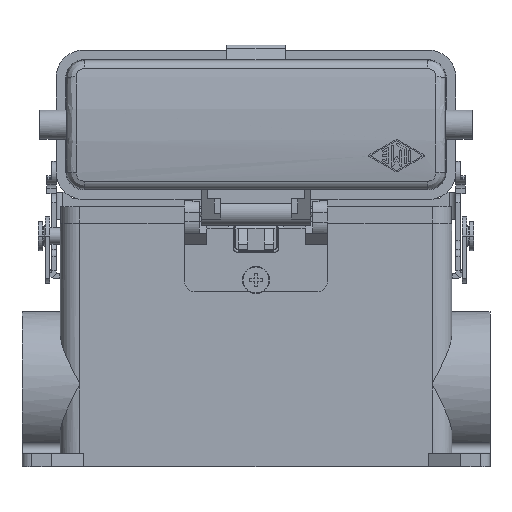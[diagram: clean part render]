
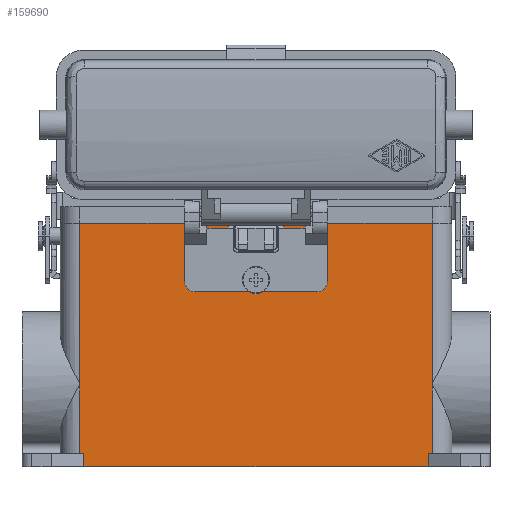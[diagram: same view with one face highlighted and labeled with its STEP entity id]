
A CAD part, left-side view. The second image highlights one B-rep face of the part: STEP entity #159690.
In plain terms, the highlighted face is planar.
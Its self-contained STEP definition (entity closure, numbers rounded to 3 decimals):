
#8920=CARTESIAN_POINT('',(54.25,22.25,-67.));
#8930=VERTEX_POINT('',#8920);
#8960=CARTESIAN_POINT('',(53.,22.25,-67.));
#8970=DIRECTION('',(1.,0.,0.));
#8980=VECTOR('',#8970,1.25);
#8990=LINE('',#8960,#8980);
#9000=CARTESIAN_POINT('',(53.,22.25,-67.));
#9010=VERTEX_POINT('',#9000);
#9020=EDGE_CURVE('',#9010,#8930,#8990,.T.);
#24490=CARTESIAN_POINT('',(-8.5,22.25,4.));
#24500=VERTEX_POINT('',#24490);
#24530=CARTESIAN_POINT('',(-8.5,22.25,0.));
#24540=DIRECTION('',(0.,0.,-1.));
#24550=VECTOR('',#24540,1.);
#24560=LINE('',#24530,#24550);
#24570=CARTESIAN_POINT('',(-8.5,22.25,2.4));
#24580=VERTEX_POINT('',#24570);
#24590=EDGE_CURVE('',#24500,#24580,#24560,.T.);
#40200=CARTESIAN_POINT('',(-18.9,22.25,-17.1));
#40210=VERTEX_POINT('',#40200);
#40240=CARTESIAN_POINT('',(0.,22.25,-17.1));
#40250=DIRECTION('',(1.,0.,0.));
#40260=VECTOR('',#40250,1.);
#40270=LINE('',#40240,#40260);
#40280=CARTESIAN_POINT('',(18.9,22.25,-17.1));
#40290=VERTEX_POINT('',#40280);
#40300=EDGE_CURVE('',#40210,#40290,#40270,.T.);
#46590=CARTESIAN_POINT('',(21.9,22.25,-14.1));
#46600=VERTEX_POINT('',#46590);
#46710=CARTESIAN_POINT('',(18.9,22.25,-14.1));
#46720=DIRECTION('',(0.,1.,0.));
#46730=DIRECTION('',(1.,0.,0.));
#46740=AXIS2_PLACEMENT_3D('',#46710,#46720,#46730);
#46750=CIRCLE('',#46740,3.);
#46760=EDGE_CURVE('',#46600,#40290,#46750,.T.);
#62550=CARTESIAN_POINT('',(-54.25,22.25,-45.5));
#62560=VERTEX_POINT('',#62550);
#62590=CARTESIAN_POINT('',(-54.25,22.25,-71.));
#62600=DIRECTION('',(0.,0.,1.));
#62610=VECTOR('',#62600,1.);
#62620=LINE('',#62590,#62610);
#62630=CARTESIAN_POINT('',(-54.25,22.25,4.));
#62640=VERTEX_POINT('',#62630);
#62650=EDGE_CURVE('',#62560,#62640,#62620,.T.);
#77760=CARTESIAN_POINT('',(-21.9,22.25,-14.1));
#77770=VERTEX_POINT('',#77760);
#77800=CARTESIAN_POINT('',(-18.9,22.25,-14.1));
#77810=DIRECTION('',(0.,-1.,0.));
#77820=DIRECTION('',(-1.,0.,0.));
#77830=AXIS2_PLACEMENT_3D('',#77800,#77810,#77820);
#77840=CIRCLE('',#77830,3.);
#77850=EDGE_CURVE('',#77770,#40210,#77840,.T.);
#86660=CARTESIAN_POINT('',(21.9,22.25,2.4));
#86670=VERTEX_POINT('',#86660);
#86700=CARTESIAN_POINT('',(0.,22.25,2.4));
#86710=DIRECTION('',(-1.,0.,0.));
#86720=VECTOR('',#86710,1.);
#86730=LINE('',#86700,#86720);
#86740=CARTESIAN_POINT('',(8.5,22.25,2.4));
#86750=VERTEX_POINT('',#86740);
#86760=EDGE_CURVE('',#86670,#86750,#86730,.T.);
#105440=CARTESIAN_POINT('',(-21.9,22.25,2.4));
#105450=VERTEX_POINT('',#105440);
#105570=CARTESIAN_POINT('',(0.,22.25,2.4));
#105580=DIRECTION('',(-1.,0.,0.));
#105590=VECTOR('',#105580,1.);
#105600=LINE('',#105570,#105590);
#105610=EDGE_CURVE('',#24580,#105450,#105600,.T.);
#114210=CARTESIAN_POINT('',(21.9,22.25,0.));
#114220=DIRECTION('',(0.,0.,1.));
#114230=VECTOR('',#114220,1.);
#114240=LINE('',#114210,#114230);
#114250=EDGE_CURVE('',#46600,#86670,#114240,.T.);
#125290=CARTESIAN_POINT('',(-53.,22.25,-67.));
#125300=VERTEX_POINT('',#125290);
#125330=CARTESIAN_POINT('',(-54.25,22.25,-67.));
#125340=DIRECTION('',(1.,0.,0.));
#125350=VECTOR('',#125340,1.25);
#125360=LINE('',#125330,#125350);
#125370=CARTESIAN_POINT('',(-54.25,22.25,-67.));
#125380=VERTEX_POINT('',#125370);
#125390=EDGE_CURVE('',#125380,#125300,#125360,.T.);
#127310=CARTESIAN_POINT('',(53.,22.25,-71.));
#127320=VERTEX_POINT('',#127310);
#127350=CARTESIAN_POINT('',(-53.,22.25,-71.));
#127360=DIRECTION('',(1.,0.,0.));
#127370=VECTOR('',#127360,106.);
#127380=LINE('',#127350,#127370);
#127390=CARTESIAN_POINT('',(-53.,22.25,-71.));
#127400=VERTEX_POINT('',#127390);
#127410=EDGE_CURVE('',#127400,#127320,#127380,.T.);
#128700=CARTESIAN_POINT('',(54.25,22.25,-45.5));
#128710=VERTEX_POINT('',#128700);
#136520=CARTESIAN_POINT('',(54.25,22.25,4.));
#136530=VERTEX_POINT('',#136520);
#136560=CARTESIAN_POINT('',(54.25,22.25,-71.));
#136570=DIRECTION('',(0.,0.,1.));
#136580=VECTOR('',#136570,1.);
#136590=LINE('',#136560,#136580);
#136600=EDGE_CURVE('',#128710,#136530,#136590,.T.);
#136830=CARTESIAN_POINT('',(-54.25,22.25,4.));
#136840=DIRECTION('',(1.,0.,0.));
#136850=VECTOR('',#136840,108.5);
#136860=LINE('',#136830,#136850);
#136870=EDGE_CURVE('',#62640,#24500,#136860,.T.);
#137660=CARTESIAN_POINT('',(8.5,22.25,4.));
#137670=VERTEX_POINT('',#137660);
#137700=EDGE_CURVE('',#137670,#136530,#136860,.T.);
#159160=EDGE_CURVE('',#125380,#62560,#62620,.T.);
#159210=CARTESIAN_POINT('',(-53.,22.25,-71.));
#159220=DIRECTION('',(0.,1.,0.));
#159230=DIRECTION('',(0.,0.,1.));
#159240=AXIS2_PLACEMENT_3D('',#159210,#159220,#159230);
#159250=PLANE('',#159240);
#159260=ORIENTED_EDGE('',*,*,#9020,.F.);
#159270=EDGE_CURVE('',#8930,#128710,#136590,.T.);
#159280=ORIENTED_EDGE('',*,*,#159270,.F.);
#159290=ORIENTED_EDGE('',*,*,#136600,.F.);
#159300=ORIENTED_EDGE('',*,*,#137700,.T.);
#159310=CARTESIAN_POINT('',(8.5,22.25,0.));
#159320=DIRECTION('',(0.,0.,-1.));
#159330=VECTOR('',#159320,1.);
#159340=LINE('',#159310,#159330);
#159350=EDGE_CURVE('',#137670,#86750,#159340,.T.);
#159360=ORIENTED_EDGE('',*,*,#159350,.F.);
#159370=ORIENTED_EDGE('',*,*,#86760,.T.);
#159380=ORIENTED_EDGE('',*,*,#114250,.T.);
#159390=ORIENTED_EDGE('',*,*,#46760,.F.);
#159400=ORIENTED_EDGE('',*,*,#40300,.T.);
#159410=ORIENTED_EDGE('',*,*,#77850,.T.);
#159420=CARTESIAN_POINT('',(-21.9,22.25,0.));
#159430=DIRECTION('',(0.,0.,1.));
#159440=VECTOR('',#159430,1.);
#159450=LINE('',#159420,#159440);
#159460=EDGE_CURVE('',#77770,#105450,#159450,.T.);
#159470=ORIENTED_EDGE('',*,*,#159460,.F.);
#159480=ORIENTED_EDGE('',*,*,#105610,.T.);
#159490=ORIENTED_EDGE('',*,*,#24590,.T.);
#159500=ORIENTED_EDGE('',*,*,#136870,.T.);
#159510=ORIENTED_EDGE('',*,*,#62650,.T.);
#159520=ORIENTED_EDGE('',*,*,#159160,.T.);
#159530=ORIENTED_EDGE('',*,*,#125390,.F.);
#159540=CARTESIAN_POINT('',(-53.,22.25,-71.));
#159550=DIRECTION('',(0.,0.,1.));
#159560=VECTOR('',#159550,4.);
#159570=LINE('',#159540,#159560);
#159580=EDGE_CURVE('',#127400,#125300,#159570,.T.);
#159590=ORIENTED_EDGE('',*,*,#159580,.T.);
#159600=ORIENTED_EDGE('',*,*,#127410,.F.);
#159610=CARTESIAN_POINT('',(53.,22.25,-71.));
#159620=DIRECTION('',(0.,0.,1.));
#159630=VECTOR('',#159620,4.);
#159640=LINE('',#159610,#159630);
#159650=EDGE_CURVE('',#127320,#9010,#159640,.T.);
#159660=ORIENTED_EDGE('',*,*,#159650,.F.);
#159670=EDGE_LOOP('',(#159660,#159600,#159590,#159530,#159520,#159510,
#159500,#159490,#159480,#159470,#159410,#159400,#159390,#159380,#159370,
#159360,#159300,#159290,#159280,#159260));
#159680=FACE_OUTER_BOUND('',#159670,.T.);
#159690=ADVANCED_FACE('',(#159680),#159250,.T.);
